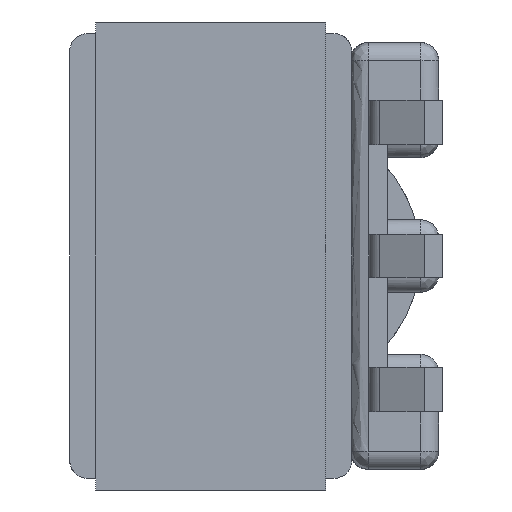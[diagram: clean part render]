
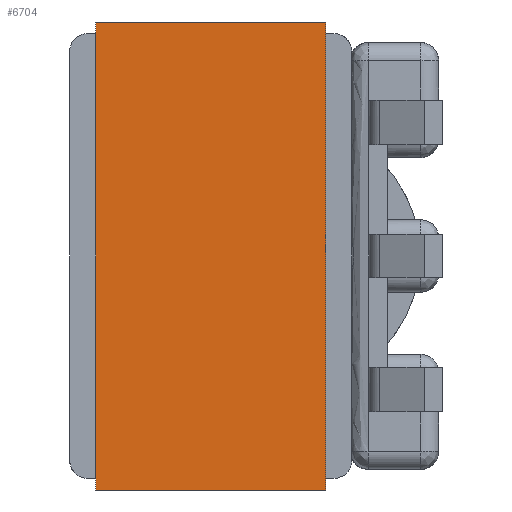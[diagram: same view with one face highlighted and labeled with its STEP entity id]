
A CAD part, left-side view. The second image highlights one B-rep face of the part: STEP entity #6704.
In plain terms, the highlighted free-form (B-spline) face has degree [1, 1] with [2, 2] control points.
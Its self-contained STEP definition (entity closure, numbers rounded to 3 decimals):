
#6704 = ADVANCED_FACE('',(#6705),#6735,.T.);
#6705 = FACE_BOUND('',#6706,.T.);
#6706 = EDGE_LOOP('',(#6707,#6716,#6723,#6730));
#6707 = ORIENTED_EDGE('',*,*,#6708,.T.);
#6708 = EDGE_CURVE('',#6709,#6711,#6713,.T.);
#6709 = VERTEX_POINT('',#6710);
#6710 = CARTESIAN_POINT('',(-4.271,2.247,-4.515
    ));
#6711 = VERTEX_POINT('',#6712);
#6712 = CARTESIAN_POINT('',(-4.271,2.247,4.515)
  );
#6713 = B_SPLINE_CURVE_WITH_KNOTS('',1,(#6714,#6715),.UNSPECIFIED.,.F.,
  .F.,(2,2),(-6.47,0.),.PIECEWISE_BEZIER_KNOTS.);
#6714 = CARTESIAN_POINT('',(-4.271,2.247,-4.515
    ));
#6715 = CARTESIAN_POINT('',(-4.271,2.247,4.515)
  );
#6716 = ORIENTED_EDGE('',*,*,#6717,.T.);
#6717 = EDGE_CURVE('',#6711,#6718,#6720,.T.);
#6718 = VERTEX_POINT('',#6719);
#6719 = CARTESIAN_POINT('',(-4.271,6.686,4.515
    ));
#6720 = B_SPLINE_CURVE_WITH_KNOTS('',1,(#6721,#6722),.UNSPECIFIED.,.F.,
  .F.,(2,2),(0.,3.18),.PIECEWISE_BEZIER_KNOTS.);
#6721 = CARTESIAN_POINT('',(-4.271,2.247,4.515)
  );
#6722 = CARTESIAN_POINT('',(-4.271,6.686,4.515
    ));
#6723 = ORIENTED_EDGE('',*,*,#6724,.T.);
#6724 = EDGE_CURVE('',#6718,#6725,#6727,.T.);
#6725 = VERTEX_POINT('',#6726);
#6726 = CARTESIAN_POINT('',(-4.271,6.686,
    -4.515));
#6727 = B_SPLINE_CURVE_WITH_KNOTS('',1,(#6728,#6729),.UNSPECIFIED.,.F.,
  .F.,(2,2),(-0.,6.47),.PIECEWISE_BEZIER_KNOTS.);
#6728 = CARTESIAN_POINT('',(-4.271,6.686,4.515
    ));
#6729 = CARTESIAN_POINT('',(-4.271,6.686,
    -4.515));
#6730 = ORIENTED_EDGE('',*,*,#6731,.T.);
#6731 = EDGE_CURVE('',#6725,#6709,#6732,.T.);
#6732 = B_SPLINE_CURVE_WITH_KNOTS('',1,(#6733,#6734),.UNSPECIFIED.,.F.,
  .F.,(2,2),(-3.18,0.),.PIECEWISE_BEZIER_KNOTS.);
#6733 = CARTESIAN_POINT('',(-4.271,6.686,
    -4.515));
#6734 = CARTESIAN_POINT('',(-4.271,2.247,-4.515
    ));
#6735 = B_SPLINE_SURFACE_WITH_KNOTS('',1,1,(
    (#6736,#6737)
    ,(#6738,#6739
    )),.UNSPECIFIED.,.F.,.F.,.F.,(2,2),(2,2),(0.,3.18),(-0.,6.47),
  .PIECEWISE_BEZIER_KNOTS.);
#6736 = CARTESIAN_POINT('',(-4.271,2.247,4.515)
  );
#6737 = CARTESIAN_POINT('',(-4.271,2.247,-4.515
    ));
#6738 = CARTESIAN_POINT('',(-4.271,6.686,4.515
    ));
#6739 = CARTESIAN_POINT('',(-4.271,6.686,
    -4.515));
